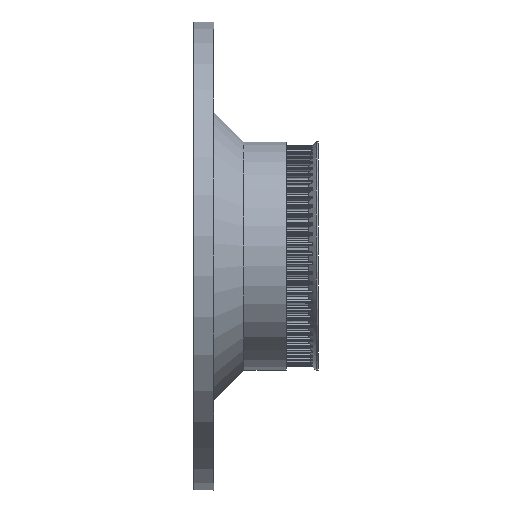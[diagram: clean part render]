
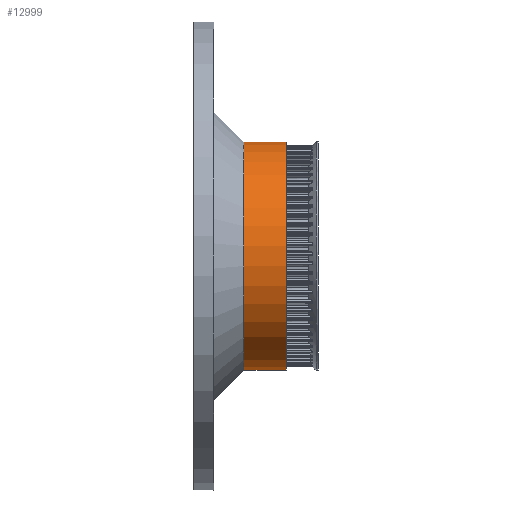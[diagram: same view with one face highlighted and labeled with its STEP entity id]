
A CAD part, front view. The second image highlights one B-rep face of the part: STEP entity #12999.
In plain terms, the highlighted cylindrical face has radius 57 mm (diameter 114 mm), a full revolution.
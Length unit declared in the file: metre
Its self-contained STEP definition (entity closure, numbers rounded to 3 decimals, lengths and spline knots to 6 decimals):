
#687=CYLINDRICAL_SURFACE('',#14456,0.057);
#6426=ORIENTED_EDGE('',*,*,#8390,.F.);
#6427=ORIENTED_EDGE('',*,*,#6990,.T.);
#6990=EDGE_CURVE('',#8951,#8951,#10072,.T.);
#8390=EDGE_CURVE('',#9721,#9721,#10492,.T.);
#8951=VERTEX_POINT('',#19384);
#9721=VERTEX_POINT('',#23206);
#10072=CIRCLE('',#13365,0.057);
#10492=CIRCLE('',#14457,0.057);
#11263=EDGE_LOOP('',(#6426));
#11264=EDGE_LOOP('',(#6427));
#12037=FACE_BOUND('',#11263,.T.);
#12038=FACE_BOUND('',#11264,.T.);
#12999=ADVANCED_FACE('',(#12037,#12038),#687,.T.);
#13365=AXIS2_PLACEMENT_3D('',#19383,#15373,#15374);
#14456=AXIS2_PLACEMENT_3D('',#23204,#18255,#18256);
#14457=AXIS2_PLACEMENT_3D('',#23205,#18257,#18258);
#15373=DIRECTION('',(-1.,0.,0.));
#15374=DIRECTION('',(0.,0.707,-0.707));
#18255=DIRECTION('',(1.,0.,0.));
#18256=DIRECTION('',(0.,0.707,-0.707));
#18257=DIRECTION('',(-1.,0.,0.));
#18258=DIRECTION('',(0.,0.707,-0.707));
#19383=CARTESIAN_POINT('',(-0.104016,-0.015,-0.001084));
#19384=CARTESIAN_POINT('',(-0.104016,0.025305,-0.041389));
#23204=CARTESIAN_POINT('',(-0.109016,-0.015,-0.001084));
#23205=CARTESIAN_POINT('',(-0.125016,-0.015,-0.001084));
#23206=CARTESIAN_POINT('',(-0.125016,0.025305,-0.041389));
